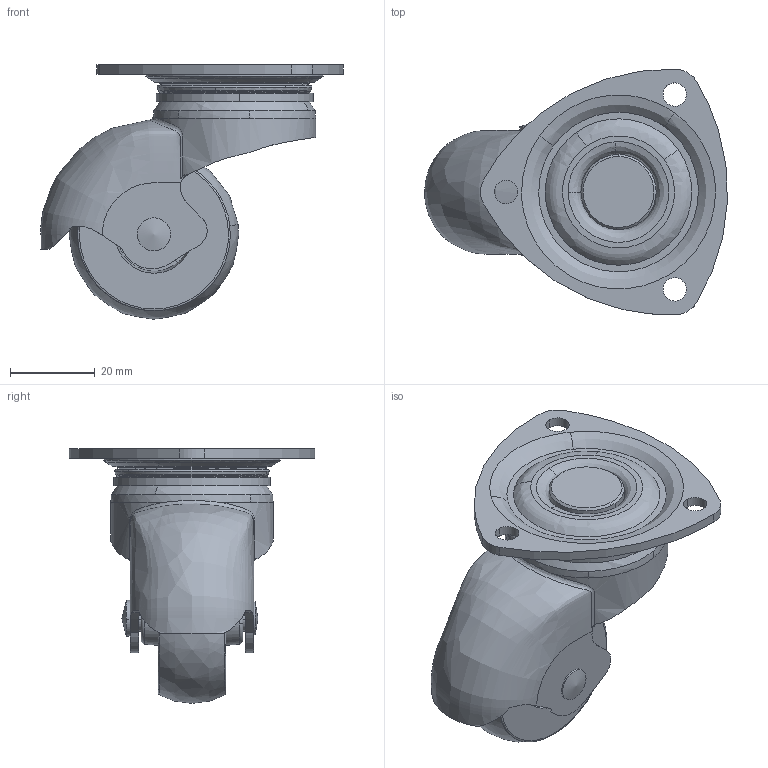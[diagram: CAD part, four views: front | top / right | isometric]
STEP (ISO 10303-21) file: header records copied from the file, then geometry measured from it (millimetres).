
FILE_DESCRIPTION((''),'2;1');
FILE_NAME('','2005-12-16T11:37:00',(''),(''),'','CADfix','');
FILE_SCHEMA(('AUTOMOTIVE_DESIGN'));
Length unit declared in the file: millimetre
Products named in the file (6): wheel; mounting plate; main shaft; body; axle; No_102G_N_B_16486_36
Assembly tree (5 placements, depth 2):
  No_102G_N_B_16486_36
    wheel
    mounting plate
    main shaft
    body
    axle
Bounding box: 71.37 x 57.9 x 60 mm (x, y, z)
Volume: 41531.1 mm3; surface area: 23490.9 mm2
Topology: 5 solids, 5 shells, 217 faces, 717 edges, 521 vertices
Faces by surface type: bspline 217
Entity records: 16694 total; most frequent: CARTESIAN_POINT 12850, ORIENTED_EDGE 1434, EDGE_CURVE 717, VERTEX_POINT 521, EDGE_LOOP 244, FACE_OUTER_BOUND 217, ADVANCED_FACE 217, QUASI_UNIFORM_CURVE 158
